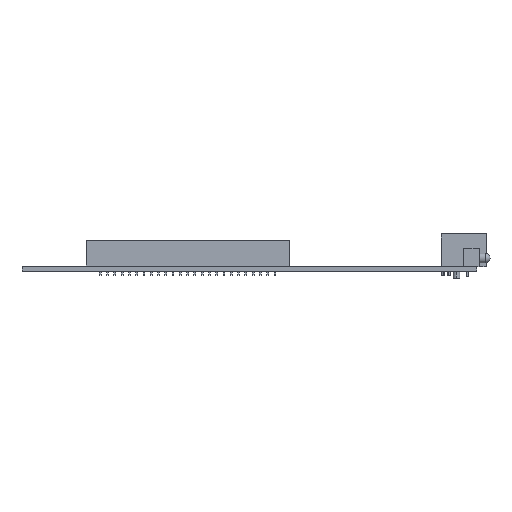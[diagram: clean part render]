
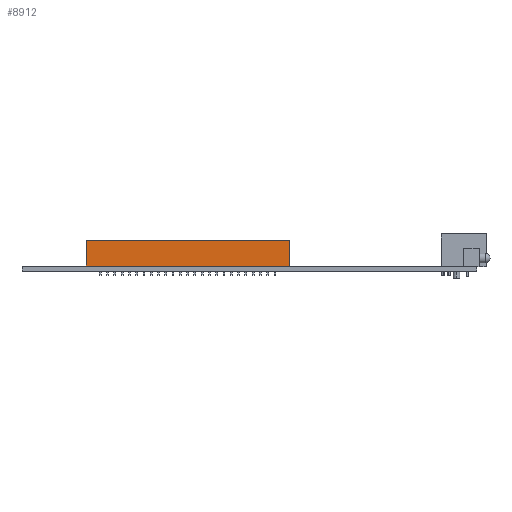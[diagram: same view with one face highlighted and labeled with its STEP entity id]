
A CAD part, top view. The second image highlights one B-rep face of the part: STEP entity #8912.
In plain terms, the highlighted planar face has unit normal (0, 0, 1).
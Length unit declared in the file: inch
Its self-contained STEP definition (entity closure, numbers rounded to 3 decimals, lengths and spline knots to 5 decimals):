
#997=DIRECTION('',(0.,1.,0.));
#998=VECTOR('',#997,0.37);
#999=CARTESIAN_POINT('',(0.547,0.063,-1.381));
#1000=LINE('',#999,#998);
#1005=DIRECTION('',(1.,0.,0.));
#1006=VECTOR('',#1005,2.79);
#1007=CARTESIAN_POINT('',(-2.243,0.063,-1.381));
#1008=LINE('',#1007,#1006);
#1175=DIRECTION('',(1.,0.,0.));
#1176=VECTOR('',#1175,2.79);
#1177=CARTESIAN_POINT('',(-2.243,0.433,-1.381));
#1178=LINE('',#1177,#1176);
#1211=DIRECTION('',(0.,1.,0.));
#1212=VECTOR('',#1211,0.37);
#1213=CARTESIAN_POINT('',(-2.243,0.063,-1.381));
#1214=LINE('',#1213,#1212);
#6378=CARTESIAN_POINT('',(-2.243,0.433,-1.381));
#6380=VERTEX_POINT('',#6378);
#6381=CARTESIAN_POINT('',(0.547,0.433,-1.381));
#6382=VERTEX_POINT('',#6381);
#8042=CARTESIAN_POINT('',(-2.243,0.063,-1.381));
#8044=VERTEX_POINT('',#8042);
#8045=CARTESIAN_POINT('',(0.547,0.063,-1.381));
#8046=VERTEX_POINT('',#8045);
#8901=CARTESIAN_POINT('',(-2.243,0.063,-1.381));
#8902=DIRECTION('',(0.,0.,1.));
#8903=DIRECTION('',(1.,0.,0.));
#8904=AXIS2_PLACEMENT_3D('',#8901,#8902,#8903);
#8905=PLANE('',#8904);
#8906=ORIENTED_EDGE('',*,*,#8747,.F.);
#8907=ORIENTED_EDGE('',*,*,#8829,.T.);
#8908=ORIENTED_EDGE('',*,*,#8882,.T.);
#8909=ORIENTED_EDGE('',*,*,#8730,.F.);
#8910=EDGE_LOOP('',(#8906,#8907,#8908,#8909));
#8911=FACE_OUTER_BOUND('',#8910,.F.);
#8912=ADVANCED_FACE('',(#8911),#8905,.T.);
#8730=EDGE_CURVE('',#8046,#6382,#1000,.T.);
#8747=EDGE_CURVE('',#8044,#8046,#1008,.T.);
#8829=EDGE_CURVE('',#8044,#6380,#1214,.T.);
#8882=EDGE_CURVE('',#6380,#6382,#1178,.T.);
